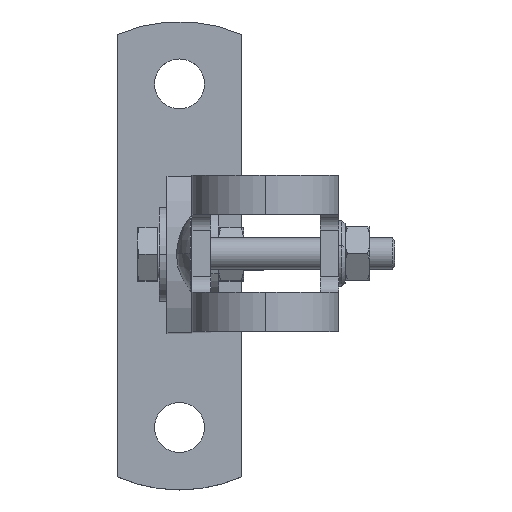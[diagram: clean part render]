
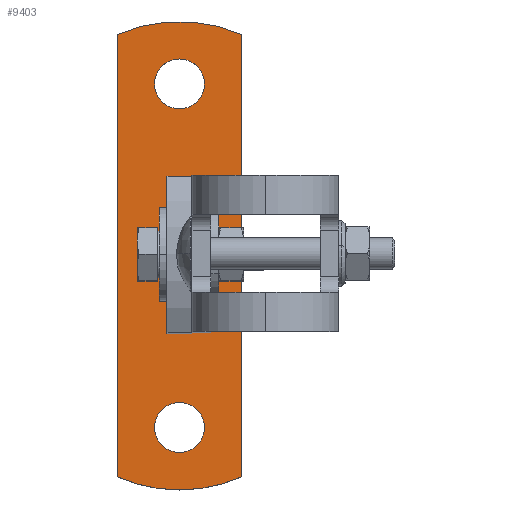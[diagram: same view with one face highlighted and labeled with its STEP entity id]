
A CAD part, top view. The second image highlights one B-rep face of the part: STEP entity #9403.
In plain terms, the highlighted planar face has unit normal (0, 0, 1).
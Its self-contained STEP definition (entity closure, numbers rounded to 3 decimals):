
#317 = DIRECTION ( 'NONE',  ( 0., 0., 1. ) ) ;
#325 = CARTESIAN_POINT ( 'NONE',  ( 0., -55., 0. ) ) ;
#386 = DIRECTION ( 'NONE',  ( 0., 0., -1. ) ) ;
#469 = LINE ( 'NONE', #4255, #6349 ) ;
#520 = CIRCLE ( 'NONE', #5380, 8. ) ;
#685 = DIRECTION ( 'NONE',  ( 0., -1., 0. ) ) ;
#705 = CIRCLE ( 'NONE', #11732, 8. ) ;
#806 = ORIENTED_EDGE ( 'NONE', *, *, #5871, .T. ) ;
#874 = AXIS2_PLACEMENT_3D ( 'NONE', #12029, #1042, #6681 ) ;
#993 = DIRECTION ( 'NONE',  ( 0., 0., -1. ) ) ;
#1042 = DIRECTION ( 'NONE',  ( 0., 0., 1. ) ) ;
#1125 = FACE_BOUND ( 'NONE', #8694, .T. ) ;
#1147 = DIRECTION ( 'NONE',  ( 0., 1., 0. ) ) ;
#1344 = VERTEX_POINT ( 'NONE', #9064 ) ;
#1496 = AXIS2_PLACEMENT_3D ( 'NONE', #9592, #993, #8675 ) ;
#1522 = CARTESIAN_POINT ( 'NONE',  ( 0., 25., 0. ) ) ;
#1667 = DIRECTION ( 'NONE',  ( 0., 1., 0. ) ) ;
#1782 = VERTEX_POINT ( 'NONE', #3557 ) ;
#1836 = EDGE_CURVE ( 'NONE', #11176, #6104, #7983, .T. ) ;
#1852 = CARTESIAN_POINT ( 'NONE',  ( 20., -70.826, 0. ) ) ;
#2025 = EDGE_CURVE ( 'NONE', #1782, #7622, #7968, .T. ) ;
#2064 = DIRECTION ( 'NONE',  ( 0., -1., 0. ) ) ;
#2465 = VECTOR ( 'NONE', #11367, 1000. ) ;
#2818 = ORIENTED_EDGE ( 'NONE', *, *, #5885, .T. ) ;
#3091 = AXIS2_PLACEMENT_3D ( 'NONE', #3228, #317, #1147 ) ;
#3137 = DIRECTION ( 'NONE',  ( 0., 0., -1. ) ) ;
#3228 = CARTESIAN_POINT ( 'NONE',  ( 0., 55., 0. ) ) ;
#3358 = CIRCLE ( 'NONE', #8976, 50. ) ;
#3557 = CARTESIAN_POINT ( 'NONE',  ( -20., 70.826, 0. ) ) ;
#3564 = VERTEX_POINT ( 'NONE', #9155 ) ;
#3604 = ORIENTED_EDGE ( 'NONE', *, *, #1836, .F. ) ;
#3625 = ORIENTED_EDGE ( 'NONE', *, *, #7751, .F. ) ;
#3834 = PLANE ( 'NONE',  #1496 ) ;
#3899 = CIRCLE ( 'NONE', #874, 50. ) ;
#4139 = CARTESIAN_POINT ( 'NONE',  ( 0., -55., 0. ) ) ;
#4255 = CARTESIAN_POINT ( 'NONE',  ( 20., -70.826, 0. ) ) ;
#4616 = CARTESIAN_POINT ( 'NONE',  ( -20., 70.826, 0. ) ) ;
#4821 = FACE_OUTER_BOUND ( 'NONE', #11942, .T. ) ;
#4843 = DIRECTION ( 'NONE',  ( 0., 1., 0. ) ) ;
#4863 = ORIENTED_EDGE ( 'NONE', *, *, #5233, .T. ) ;
#5044 = DIRECTION ( 'NONE',  ( 0., 0., 1. ) ) ;
#5233 = EDGE_CURVE ( 'NONE', #5613, #7364, #3899, .T. ) ;
#5380 = AXIS2_PLACEMENT_3D ( 'NONE', #325, #386, #11606 ) ;
#5613 = VERTEX_POINT ( 'NONE', #10619 ) ;
#5871 = EDGE_CURVE ( 'NONE', #1344, #3564, #520, .T. ) ;
#5885 = EDGE_CURVE ( 'NONE', #9229, #5613, #3358, .T. ) ;
#5975 = AXIS2_PLACEMENT_3D ( 'NONE', #1522, #11104, #685 ) ;
#6104 = VERTEX_POINT ( 'NONE', #7274 ) ;
#6146 = CARTESIAN_POINT ( 'NONE',  ( -20., -70.826, 0. ) ) ;
#6349 = VECTOR ( 'NONE', #1667, 1000. ) ;
#6681 = DIRECTION ( 'NONE',  ( 0., 1., 0. ) ) ;
#6696 = ORIENTED_EDGE ( 'NONE', *, *, #2025, .F. ) ;
#6718 = LINE ( 'NONE', #4616, #2465 ) ;
#7255 = EDGE_LOOP ( 'NONE', ( #3625, #3604 ) ) ;
#7274 = CARTESIAN_POINT ( 'NONE',  ( 0., 47., 0. ) ) ;
#7364 = VERTEX_POINT ( 'NONE', #1852 ) ;
#7389 = EDGE_CURVE ( 'NONE', #1782, #9229, #6718, .T. ) ;
#7622 = VERTEX_POINT ( 'NONE', #12178 ) ;
#7751 = EDGE_CURVE ( 'NONE', #6104, #11176, #8309, .T. ) ;
#7882 = ORIENTED_EDGE ( 'NONE', *, *, #8707, .T. ) ;
#7968 = CIRCLE ( 'NONE', #5975, 50. ) ;
#7983 = CIRCLE ( 'NONE', #9544, 8. ) ;
#8078 = DIRECTION ( 'NONE',  ( 0., 1., 0. ) ) ;
#8309 = CIRCLE ( 'NONE', #3091, 8. ) ;
#8675 = DIRECTION ( 'NONE',  ( 0., -1., 0. ) ) ;
#8694 = EDGE_LOOP ( 'NONE', ( #806, #10001 ) ) ;
#8707 = EDGE_CURVE ( 'NONE', #7364, #7622, #469, .T. ) ;
#8976 = AXIS2_PLACEMENT_3D ( 'NONE', #10850, #5044, #8078 ) ;
#9064 = CARTESIAN_POINT ( 'NONE',  ( 0., -63., 0. ) ) ;
#9155 = CARTESIAN_POINT ( 'NONE',  ( 0., -47., 0. ) ) ;
#9229 = VERTEX_POINT ( 'NONE', #6146 ) ;
#9403 = ADVANCED_FACE ( 'NONE', ( #1125, #4821, #9962 ), #3834, .F. ) ;
#9491 = DIRECTION ( 'NONE',  ( 0., 0., 1. ) ) ;
#9544 = AXIS2_PLACEMENT_3D ( 'NONE', #10361, #9491, #4843 ) ;
#9592 = CARTESIAN_POINT ( 'NONE',  ( 0., 25., 0. ) ) ;
#9962 = FACE_BOUND ( 'NONE', #7255, .T. ) ;
#10001 = ORIENTED_EDGE ( 'NONE', *, *, #11502, .T. ) ;
#10361 = CARTESIAN_POINT ( 'NONE',  ( 0., 55., 0. ) ) ;
#10619 = CARTESIAN_POINT ( 'NONE',  ( 0., -75., 0. ) ) ;
#10850 = CARTESIAN_POINT ( 'NONE',  ( 0., -25., 0. ) ) ;
#11104 = DIRECTION ( 'NONE',  ( 0., 0., -1. ) ) ;
#11176 = VERTEX_POINT ( 'NONE', #11337 ) ;
#11337 = CARTESIAN_POINT ( 'NONE',  ( 0., 63., 0. ) ) ;
#11367 = DIRECTION ( 'NONE',  ( 0., -1., 0. ) ) ;
#11502 = EDGE_CURVE ( 'NONE', #3564, #1344, #705, .T. ) ;
#11606 = DIRECTION ( 'NONE',  ( 0., -1., 0. ) ) ;
#11732 = AXIS2_PLACEMENT_3D ( 'NONE', #4139, #3137, #2064 ) ;
#11942 = EDGE_LOOP ( 'NONE', ( #6696, #11985, #2818, #4863, #7882 ) ) ;
#11985 = ORIENTED_EDGE ( 'NONE', *, *, #7389, .T. ) ;
#12029 = CARTESIAN_POINT ( 'NONE',  ( 0., -25., 0. ) ) ;
#12178 = CARTESIAN_POINT ( 'NONE',  ( 20., 70.826, 0. ) ) ;
